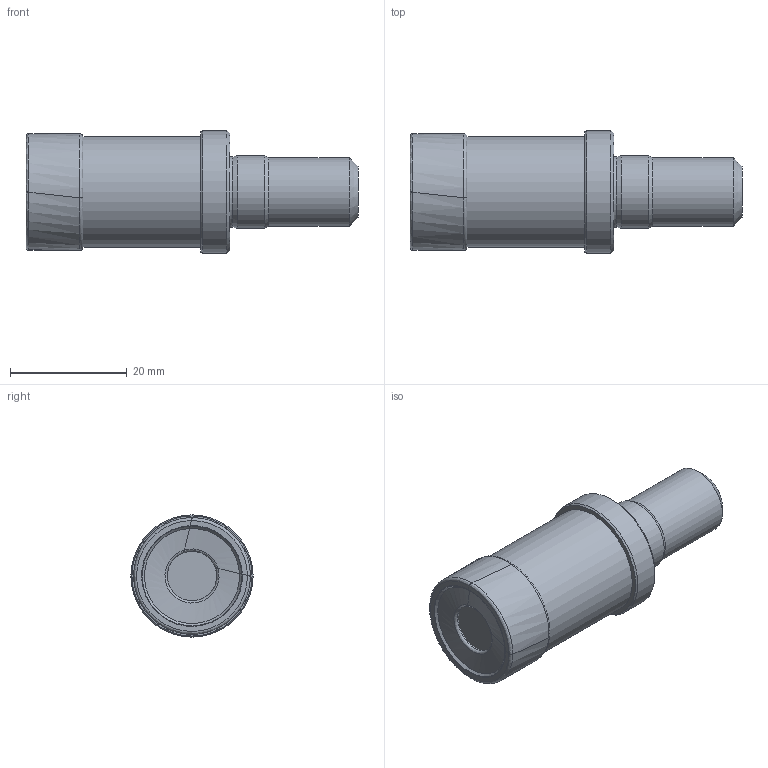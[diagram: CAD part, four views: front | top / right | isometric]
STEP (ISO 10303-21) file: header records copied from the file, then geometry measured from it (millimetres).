
FILE_DESCRIPTION(/* description */ (''),/* implementation_level */ '2;1');
FILE_NAME(/* name */ 'AEM90-AP0903-D20-M12-L35-Z03.stp',/* time_stamp */ '2023-10-19T10:04:51+03:00',/* author */ (''),/* organization */ (''),/* preprocessor_version */ 'ST-DEVELOPER v19.4',/* originating_system */ 'SIEMENS PLM Software NX2306.5001',/* authorisation */ '');
FILE_SCHEMA (('AUTOMOTIVE_DESIGN { 1 0 10303 214 3 1 1 1 }'));
Length unit declared in the file: millimetre
Products named in the file (1): AEM90-AP0903-D20-M12-L35-Z03-LIGHT_x_t_objects
Bounding box: 56.99 x 21 x 21 mm (x, y, z)
Volume: 14676.8 mm3; surface area: 4820.9 mm2
Topology: 2 solids, 2 shells, 47 faces, 89 edges, 46 vertices
Faces by surface type: bspline 28, cone 8, plane 4, cylinder 4, torus 3
Full cylindrical faces by diameter (mm): 11.75 x1, 12.5 x1, 19 x1, 21 x1
Entity records: 1380 total; most frequent: CARTESIAN_POINT 536, DIRECTION 168, ORIENTED_EDGE 148, EDGE_CURVE 74, AXIS2_PLACEMENT_3D 74, EDGE_LOOP 64, ADVANCED_FACE 47, CIRCLE 46
